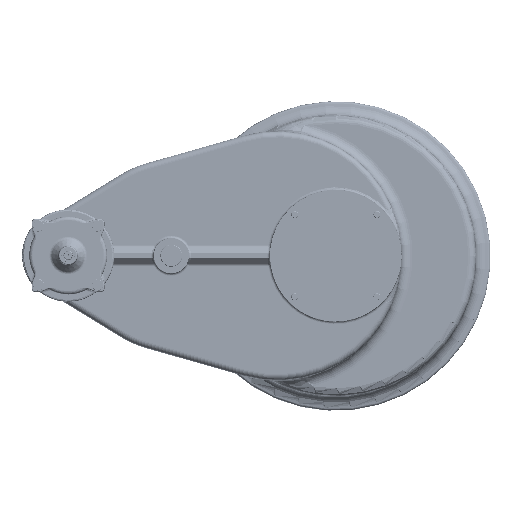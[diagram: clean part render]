
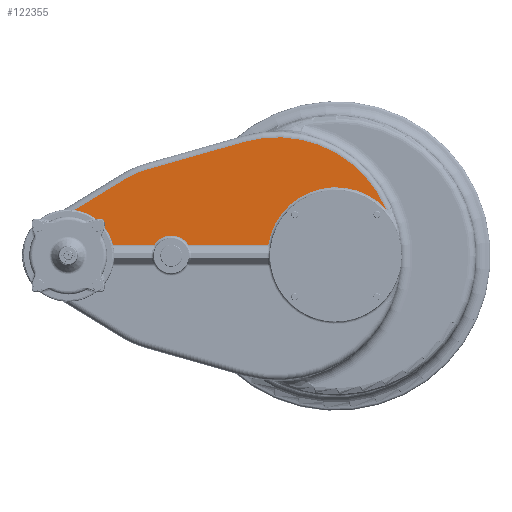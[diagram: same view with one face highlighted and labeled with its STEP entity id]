
A CAD part, top view. The second image highlights one B-rep face of the part: STEP entity #122355.
In plain terms, the highlighted planar face has unit normal (0, 0, 1).
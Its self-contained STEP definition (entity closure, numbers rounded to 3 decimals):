
#14376=LINE('',#236164,#20631);
#14378=LINE('',#236170,#20633);
#14380=LINE('',#236179,#20635);
#14381=LINE('',#236182,#20636);
#14382=LINE('',#236192,#20637);
#14393=LINE('',#236330,#20648);
#20631=VECTOR('',#166445,1000.);
#20633=VECTOR('',#166451,1000.);
#20635=VECTOR('',#166463,1000.);
#20636=VECTOR('',#166468,1000.);
#20637=VECTOR('',#166481,1000.);
#20648=VECTOR('',#166570,1000.);
#23755=PLANE('',#135429);
#57685=ORIENTED_EDGE('',*,*,#79293,.T.);
#57686=ORIENTED_EDGE('',*,*,#79332,.T.);
#57687=ORIENTED_EDGE('',*,*,#79335,.T.);
#57688=ORIENTED_EDGE('',*,*,#79292,.T.);
#57689=ORIENTED_EDGE('',*,*,#79289,.T.);
#57690=ORIENTED_EDGE('',*,*,#79287,.T.);
#57691=ORIENTED_EDGE('',*,*,#79284,.T.);
#57692=ORIENTED_EDGE('',*,*,#79282,.T.);
#57693=ORIENTED_EDGE('',*,*,#79280,.T.);
#57694=ORIENTED_EDGE('',*,*,#79277,.T.);
#57695=ORIENTED_EDGE('',*,*,#79274,.T.);
#79274=EDGE_CURVE('',#92862,#92866,#14376,.T.);
#79277=EDGE_CURVE('',#92902,#92862,#14378,.T.);
#79280=EDGE_CURVE('',#92904,#92902,#101315,.T.);
#79282=EDGE_CURVE('',#92893,#92904,#14380,.T.);
#79284=EDGE_CURVE('',#92906,#92893,#14381,.F.);
#79287=EDGE_CURVE('',#92907,#92906,#101319,.F.);
#79289=EDGE_CURVE('',#92908,#92907,#14382,.F.);
#79292=EDGE_CURVE('',#92909,#92908,#101323,.F.);
#79293=EDGE_CURVE('',#92866,#92884,#101324,.T.);
#79332=EDGE_CURVE('',#92884,#92932,#14393,.T.);
#79335=EDGE_CURVE('',#92932,#92909,#101343,.T.);
#92862=VERTEX_POINT('',#235895);
#92866=VERTEX_POINT('',#235909);
#92884=VERTEX_POINT('',#236058);
#92893=VERTEX_POINT('',#236109);
#92902=VERTEX_POINT('',#236167);
#92904=VERTEX_POINT('',#236173);
#92906=VERTEX_POINT('',#236183);
#92907=VERTEX_POINT('',#236187);
#92908=VERTEX_POINT('',#236191);
#92909=VERTEX_POINT('',#236195);
#92932=VERTEX_POINT('',#236329);
#101315=CIRCLE('',#135379,24.);
#101319=CIRCLE('',#135386,204.);
#101323=CIRCLE('',#135392,270.);
#101324=CIRCLE('',#135394,46.);
#101343=CIRCLE('',#135430,156.1);
#108099=EDGE_LOOP('',(#57685,#57686,#57687,#57688,#57689,#57690,#57691,
#57692,#57693,#57694,#57695));
#115342=FACE_BOUND('',#108099,.T.);
#122355=ADVANCED_FACE('',(#115342),#23755,.F.);
#135379=AXIS2_PLACEMENT_3D('',#236176,#166458,#166459);
#135386=AXIS2_PLACEMENT_3D('',#236188,#166475,#166476);
#135392=AXIS2_PLACEMENT_3D('',#236198,#166488,#166489);
#135394=AXIS2_PLACEMENT_3D('',#236200,#166492,#166493);
#135429=AXIS2_PLACEMENT_3D('',#236356,#166573,#166574);
#135430=AXIS2_PLACEMENT_3D('',#236357,#166575,#166576);
#166445=DIRECTION('',(1.,0.,0.));
#166451=DIRECTION('',(0.,-1.,0.));
#166458=DIRECTION('',(0.,0.,-1.));
#166459=DIRECTION('',(-1.,0.,0.));
#166463=DIRECTION('',(1.,0.,0.));
#166468=DIRECTION('',(0.852,0.523,0.));
#166475=DIRECTION('',(0.,0.,-1.));
#166476=DIRECTION('',(-1.,0.,0.));
#166481=DIRECTION('',(0.962,0.274,0.));
#166488=DIRECTION('',(0.,0.,-1.));
#166489=DIRECTION('',(-1.,0.,0.));
#166492=DIRECTION('',(0.,0.,-1.));
#166493=DIRECTION('',(-1.,0.,0.));
#166570=DIRECTION('',(1.,0.,0.));
#166573=DIRECTION('',(0.,0.,-1.));
#166574=DIRECTION('',(-1.,0.,0.));
#166575=DIRECTION('',(0.,0.,-1.));
#166576=DIRECTION('',(-1.,0.,0.));
#235895=CARTESIAN_POINT('',(-531.6,23.485,343.));
#235909=CARTESIAN_POINT('',(-414.453,23.485,343.));
#236058=CARTESIAN_POINT('',(-335.347,23.485,343.));
#236109=CARTESIAN_POINT('',(-637.043,78.5,343.));
#236164=CARTESIAN_POINT('',(-413.355,23.485,343.));
#236167=CARTESIAN_POINT('',(-531.6,54.5,343.));
#236170=CARTESIAN_POINT('',(-531.6,0.,343.));
#236173=CARTESIAN_POINT('',(-555.6,78.5,343.));
#236176=CARTESIAN_POINT('',(-555.6,54.5,343.));
#236179=CARTESIAN_POINT('',(-610.1,78.5,343.));
#236182=CARTESIAN_POINT('',(-652.46,69.041,343.));
#236183=CARTESIAN_POINT('',(-481.584,173.881,343.));
#236187=CARTESIAN_POINT('',(-430.79,196.194,343.));
#236188=CARTESIAN_POINT('',(-374.9,0.,343.));
#236191=CARTESIAN_POINT('',(-207.973,259.669,343.));
#236192=CARTESIAN_POINT('',(-430.79,196.194,343.));
#236195=CARTESIAN_POINT('',(114.093,106.537,343.));
#236198=CARTESIAN_POINT('',(-134.,0.,343.));
#236200=CARTESIAN_POINT('',(-374.9,0.,343.));
#236329=CARTESIAN_POINT('',(-154.323,23.485,343.));
#236330=CARTESIAN_POINT('',(-154.681,23.485,343.));
#236356=CARTESIAN_POINT('',(-610.1,0.,343.));
#236357=CARTESIAN_POINT('',(0.,0.,343.));
